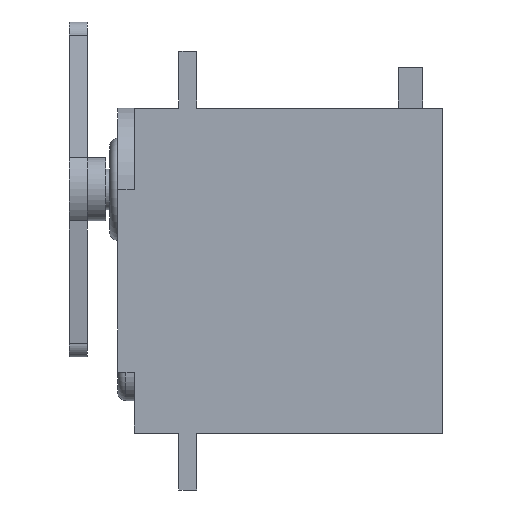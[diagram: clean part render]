
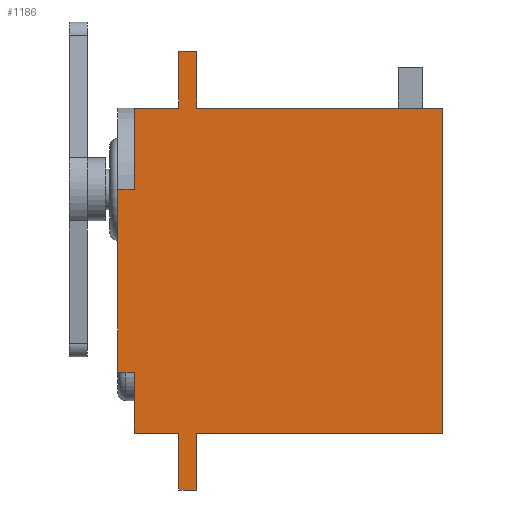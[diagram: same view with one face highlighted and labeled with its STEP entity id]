
A CAD part, left-side view. The second image highlights one B-rep face of the part: STEP entity #1186.
In plain terms, the highlighted planar face has unit normal (-1, 0, 0).
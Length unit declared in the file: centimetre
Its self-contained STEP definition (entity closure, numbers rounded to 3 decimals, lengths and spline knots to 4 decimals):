
#94=FACE_OUTER_BOUND('',#163,.T.);
#163=EDGE_LOOP('',(#844,#845,#846,#847,#848,#849,#850,#851,#852,#853,#854,
#855,#856,#857,#858,#859));
#307=LINE('',#1781,#417);
#309=LINE('',#1790,#419);
#327=LINE('',#1830,#437);
#333=LINE('',#1841,#443);
#336=LINE('',#1849,#446);
#342=LINE('',#1861,#452);
#343=LINE('',#1863,#453);
#344=LINE('',#1864,#454);
#345=LINE('',#1866,#455);
#346=LINE('',#1868,#456);
#347=LINE('',#1869,#457);
#348=LINE('',#1871,#458);
#349=LINE('',#1873,#459);
#350=LINE('',#1875,#460);
#351=LINE('',#1877,#461);
#352=LINE('',#1878,#462);
#417=VECTOR('',#1409,0.75);
#419=VECTOR('',#1417,1.);
#437=VECTOR('',#1445,0.55);
#443=VECTOR('',#1453,0.55);
#446=VECTOR('',#1458,3.03);
#452=VECTOR('',#1466,0.7);
#453=VECTOR('',#1467,0.22);
#454=VECTOR('',#1468,0.7);
#455=VECTOR('',#1469,0.2);
#456=VECTOR('',#1470,2.25);
#457=VECTOR('',#1471,0.2);
#458=VECTOR('',#1472,0.7);
#459=VECTOR('',#1473,0.22);
#460=VECTOR('',#1474,0.7);
#461=VECTOR('',#1475,3.03);
#462=VECTOR('',#1476,4.);
#527=VERTEX_POINT('',#1778);
#528=VERTEX_POINT('',#1780);
#530=VERTEX_POINT('',#1786);
#532=VERTEX_POINT('',#1789);
#549=VERTEX_POINT('',#1829);
#553=VERTEX_POINT('',#1839);
#556=VERTEX_POINT('',#1846);
#557=VERTEX_POINT('',#1848);
#562=VERTEX_POINT('',#1860);
#563=VERTEX_POINT('',#1862);
#564=VERTEX_POINT('',#1865);
#565=VERTEX_POINT('',#1867);
#566=VERTEX_POINT('',#1870);
#567=VERTEX_POINT('',#1872);
#568=VERTEX_POINT('',#1874);
#569=VERTEX_POINT('',#1876);
#638=EDGE_CURVE('',#527,#528,#307,.T.);
#642=EDGE_CURVE('',#530,#532,#309,.T.);
#660=EDGE_CURVE('',#532,#549,#327,.T.);
#666=EDGE_CURVE('',#527,#553,#333,.T.);
#669=EDGE_CURVE('',#556,#557,#336,.T.);
#675=EDGE_CURVE('',#556,#562,#342,.T.);
#676=EDGE_CURVE('',#563,#562,#343,.T.);
#677=EDGE_CURVE('',#549,#563,#344,.T.);
#678=EDGE_CURVE('',#564,#530,#345,.T.);
#679=EDGE_CURVE('',#565,#564,#346,.T.);
#680=EDGE_CURVE('',#565,#528,#347,.T.);
#681=EDGE_CURVE('',#566,#553,#348,.T.);
#682=EDGE_CURVE('',#566,#567,#349,.T.);
#683=EDGE_CURVE('',#567,#568,#350,.T.);
#684=EDGE_CURVE('',#568,#569,#351,.T.);
#685=EDGE_CURVE('',#569,#557,#352,.T.);
#844=ORIENTED_EDGE('',*,*,#669,.F.);
#845=ORIENTED_EDGE('',*,*,#675,.T.);
#846=ORIENTED_EDGE('',*,*,#676,.F.);
#847=ORIENTED_EDGE('',*,*,#677,.F.);
#848=ORIENTED_EDGE('',*,*,#660,.F.);
#849=ORIENTED_EDGE('',*,*,#642,.F.);
#850=ORIENTED_EDGE('',*,*,#678,.F.);
#851=ORIENTED_EDGE('',*,*,#679,.F.);
#852=ORIENTED_EDGE('',*,*,#680,.T.);
#853=ORIENTED_EDGE('',*,*,#638,.F.);
#854=ORIENTED_EDGE('',*,*,#666,.T.);
#855=ORIENTED_EDGE('',*,*,#681,.F.);
#856=ORIENTED_EDGE('',*,*,#682,.T.);
#857=ORIENTED_EDGE('',*,*,#683,.T.);
#858=ORIENTED_EDGE('',*,*,#684,.T.);
#859=ORIENTED_EDGE('',*,*,#685,.T.);
#1145=PLANE('',#1283);
#1186=ADVANCED_FACE('',(#94),#1145,.F.);
#1283=AXIS2_PLACEMENT_3D('',#1859,#1464,#1465);
#1409=DIRECTION('',(0.,0.,1.));
#1417=DIRECTION('',(0.,0.,1.));
#1445=DIRECTION('',(0.,-1.,0.));
#1453=DIRECTION('',(0.,-1.,0.));
#1458=DIRECTION('',(0.,-1.,0.));
#1464=DIRECTION('center_axis',(1.,0.,0.));
#1465=DIRECTION('ref_axis',(0.,0.,-1.));
#1466=DIRECTION('',(0.,0.,1.));
#1467=DIRECTION('',(0.,-1.,0.));
#1468=DIRECTION('',(0.,0.,1.));
#1469=DIRECTION('',(0.,-1.,0.));
#1470=DIRECTION('',(0.,0.,1.));
#1471=DIRECTION('',(0.,-1.,0.));
#1472=DIRECTION('',(0.,0.,1.));
#1473=DIRECTION('',(0.,-1.,0.));
#1474=DIRECTION('',(0.,0.,1.));
#1475=DIRECTION('',(0.,-1.,0.));
#1476=DIRECTION('',(0.,0.,1.));
#1778=CARTESIAN_POINT('',(0.,3.8,-4.));
#1780=CARTESIAN_POINT('',(0.,3.8,-3.25));
#1781=CARTESIAN_POINT('',(0.,3.8,-4.));
#1786=CARTESIAN_POINT('',(0.,3.8,-1.));
#1789=CARTESIAN_POINT('',(0.,3.8,0.));
#1790=CARTESIAN_POINT('',(0.,3.8,-1.));
#1829=CARTESIAN_POINT('',(0.,3.25,0.));
#1830=CARTESIAN_POINT('',(0.,3.8,0.));
#1839=CARTESIAN_POINT('',(0.,3.25,-4.));
#1841=CARTESIAN_POINT('',(0.,3.8,-4.));
#1846=CARTESIAN_POINT('',(0.,3.03,0.));
#1848=CARTESIAN_POINT('',(0.,0.,0.));
#1849=CARTESIAN_POINT('',(0.,3.03,0.));
#1859=CARTESIAN_POINT('Origin',(0.,3.8,0.));
#1860=CARTESIAN_POINT('',(0.,3.03,0.7));
#1861=CARTESIAN_POINT('',(0.,3.03,0.));
#1862=CARTESIAN_POINT('',(0.,3.25,0.7));
#1863=CARTESIAN_POINT('',(0.,3.25,0.7));
#1864=CARTESIAN_POINT('',(0.,3.25,0.));
#1865=CARTESIAN_POINT('',(0.,4.,-1.));
#1866=CARTESIAN_POINT('',(0.,4.,-1.));
#1867=CARTESIAN_POINT('',(0.,4.,-3.25));
#1868=CARTESIAN_POINT('',(0.,4.,-3.25));
#1869=CARTESIAN_POINT('',(0.,4.,-3.25));
#1870=CARTESIAN_POINT('',(0.,3.25,-4.7));
#1871=CARTESIAN_POINT('',(0.,3.25,-4.7));
#1872=CARTESIAN_POINT('',(0.,3.03,-4.7));
#1873=CARTESIAN_POINT('',(0.,3.25,-4.7));
#1874=CARTESIAN_POINT('',(0.,3.03,-4.));
#1875=CARTESIAN_POINT('',(0.,3.03,-4.7));
#1876=CARTESIAN_POINT('',(0.,0.,-4.));
#1877=CARTESIAN_POINT('',(0.,3.03,-4.));
#1878=CARTESIAN_POINT('',(0.,0.,-4.));
